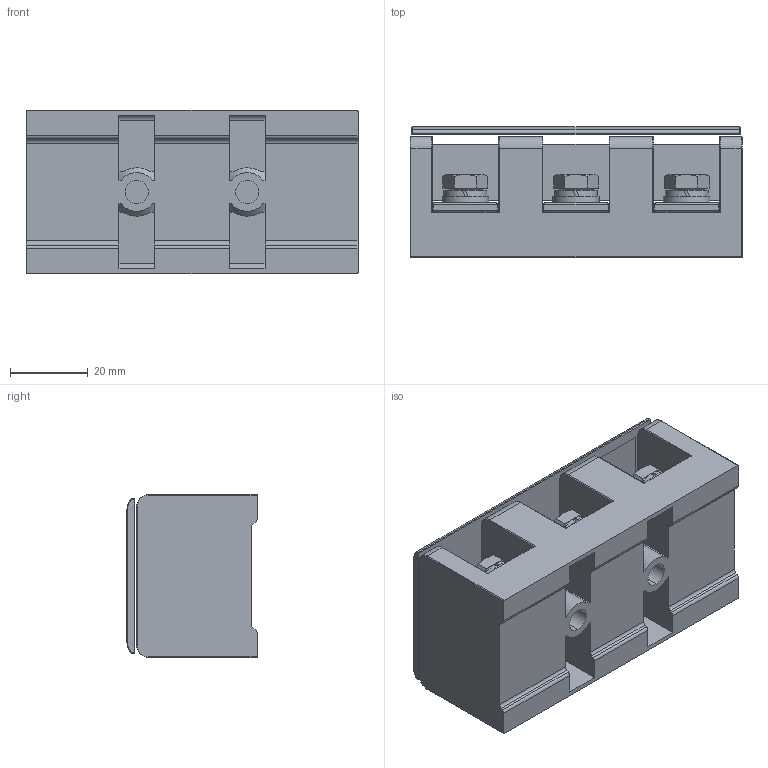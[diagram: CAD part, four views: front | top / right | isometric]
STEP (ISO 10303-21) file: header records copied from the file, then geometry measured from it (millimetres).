
FILE_DESCRIPTION((''),'2;1');
FILE_NAME('UDJ-603_ASM_ASM_SW0003','2021-11-17T',('Administrator'),(''),'PRO/ENGINEER BY PARAMETRIC TECHNOLOGY CORPORATION, 2013230','PRO/ENGINEER BY PARAMETRIC TECHNOLOGY CORPORATION, 2013230','');
FILE_SCHEMA(('CONFIG_CONTROL_DESIGN'));
Length unit declared in the file: millimetre
Products named in the file (1): UDJ-603_ASM_ASM_SW0003
Bounding box: 85.5 x 33.5 x 42 mm (x, y, z)
Volume: 64019.2 mm3; surface area: 39188.9 mm2
Topology: 2 solids, 2 shells, 1687 faces, 4597 edges, 2974 vertices
Faces by surface type: plane 1398, cylinder 201, cone 52, torus 24, sphere 12
Entity records: 60209 total; most frequent: CARTESIAN_POINT 10791, ORIENTED_EDGE 9170, DIRECTION 8264, EDGE_CURVE 4585, VECTOR 3776, LINE 3776, VERTEX_POINT 2974, AXIS2_PLACEMENT_3D 2244
